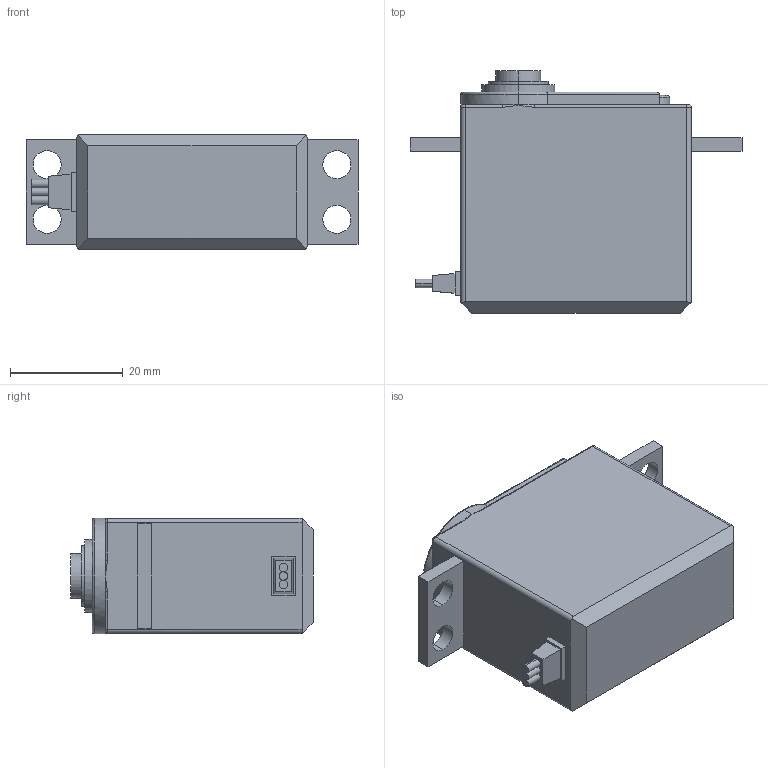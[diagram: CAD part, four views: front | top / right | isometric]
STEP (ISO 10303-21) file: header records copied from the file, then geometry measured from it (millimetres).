
FILE_DESCRIPTION (( 'STEP AP203' ), '1' );
FILE_NAME ('Servo Motor MG996R (Edited)_Default_sldprt.STEP', '2022-03-13T07:51:13', ( '' ), ( '' ), 'SwSTEP 2.0', 'SolidWorks 2020', '' );
FILE_SCHEMA (( 'CONFIG_CONTROL_DESIGN' ));
Length unit declared in the file: centimetre
Products named in the file (1): Servo Motor MG996R (Edited)_Default_sldprt
Bounding box: 59 x 43.1 x 20.5 mm (x, y, z)
Volume: 33307.4 mm3; surface area: 7268.6 mm2
Topology: 4 solids, 4 shells, 101 faces, 236 edges, 145 vertices
Faces by surface type: plane 47, cylinder 40, torus 8, bspline 6
Entity records: 3062 total; most frequent: CARTESIAN_POINT 695, DIRECTION 489, ORIENTED_EDGE 460, EDGE_CURVE 230, AXIS2_PLACEMENT_3D 183, VERTEX_POINT 145, LINE 123, VECTOR 123
